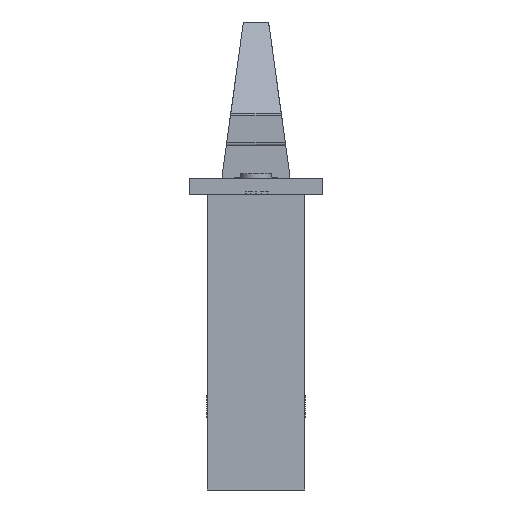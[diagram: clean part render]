
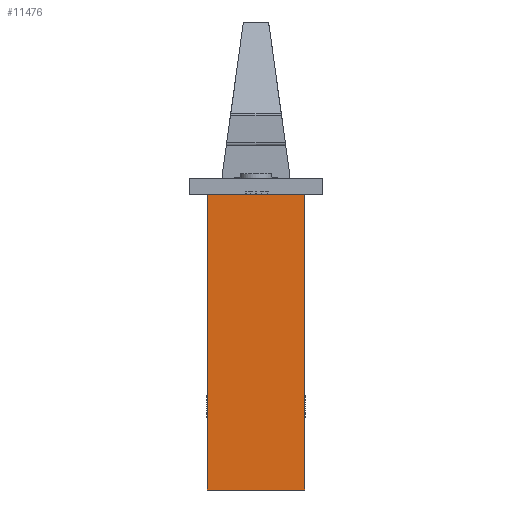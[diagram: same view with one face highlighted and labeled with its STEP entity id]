
A CAD part, front view. The second image highlights one B-rep face of the part: STEP entity #11476.
In plain terms, the highlighted planar face has unit normal (0, -1, 0).
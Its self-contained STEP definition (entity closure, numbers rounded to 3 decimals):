
#1111 = CARTESIAN_POINT ( 'NONE',  ( 8.75, 30., -53. ) ) ;
#1422 = VERTEX_POINT ( 'NONE', #12668 ) ;
#2152 = EDGE_CURVE ( 'NONE', #7426, #7124, #8167, .T. ) ;
#2166 = FACE_OUTER_BOUND ( 'NONE', #2735, .T. ) ;
#2432 = CARTESIAN_POINT ( 'NONE',  ( -8.75, 30., 0. ) ) ;
#2735 = EDGE_LOOP ( 'NONE', ( #5716, #6251, #5279, #2743 ) ) ;
#2743 = ORIENTED_EDGE ( 'NONE', *, *, #2152, .T. ) ;
#3717 = EDGE_CURVE ( 'NONE', #7426, #1422, #13222, .T. ) ;
#3761 = DIRECTION ( 'NONE',  ( -1., 0., 0. ) ) ;
#4358 = CARTESIAN_POINT ( 'NONE',  ( 8.75, 30., 0. ) ) ;
#5162 = CARTESIAN_POINT ( 'NONE',  ( 8.75, 30., -53. ) ) ;
#5279 = ORIENTED_EDGE ( 'NONE', *, *, #3717, .F. ) ;
#5303 = VECTOR ( 'NONE', #3761, 1000. ) ;
#5442 = VECTOR ( 'NONE', #13048, 1000. ) ;
#5716 = ORIENTED_EDGE ( 'NONE', *, *, #12539, .T. ) ;
#6202 = CARTESIAN_POINT ( 'NONE',  ( -8.75, 30., -53. ) ) ;
#6251 = ORIENTED_EDGE ( 'NONE', *, *, #11392, .F. ) ;
#7088 = DIRECTION ( 'NONE',  ( 0., 1., 0. ) ) ;
#7122 = DIRECTION ( 'NONE',  ( -1., 0., 0. ) ) ;
#7124 = VERTEX_POINT ( 'NONE', #4358 ) ;
#7314 = VECTOR ( 'NONE', #7122, 1000. ) ;
#7426 = VERTEX_POINT ( 'NONE', #1111 ) ;
#7818 = VERTEX_POINT ( 'NONE', #11707 ) ;
#7991 = PLANE ( 'NONE',  #9772 ) ;
#8082 = CARTESIAN_POINT ( 'NONE',  ( -8.75, 30., -53. ) ) ;
#8167 = LINE ( 'NONE', #5162, #11587 ) ;
#8268 = LINE ( 'NONE', #2432, #5303 ) ;
#9051 = DIRECTION ( 'NONE',  ( 0., 0., 1. ) ) ;
#9347 = DIRECTION ( 'NONE',  ( 0., 0., 1. ) ) ;
#9772 = AXIS2_PLACEMENT_3D ( 'NONE', #8082, #7088, #9051 ) ;
#9862 = LINE ( 'NONE', #11060, #5442 ) ;
#11060 = CARTESIAN_POINT ( 'NONE',  ( -8.75, 30., -53. ) ) ;
#11392 = EDGE_CURVE ( 'NONE', #1422, #7818, #9862, .T. ) ;
#11476 = ADVANCED_FACE ( 'NONE', ( #2166 ), #7991, .F. ) ;
#11587 = VECTOR ( 'NONE', #9347, 1000. ) ;
#11707 = CARTESIAN_POINT ( 'NONE',  ( -8.75, 30., 0. ) ) ;
#12539 = EDGE_CURVE ( 'NONE', #7124, #7818, #8268, .T. ) ;
#12668 = CARTESIAN_POINT ( 'NONE',  ( -8.75, 30., -53. ) ) ;
#13048 = DIRECTION ( 'NONE',  ( 0., 0., 1. ) ) ;
#13222 = LINE ( 'NONE', #6202, #7314 ) ;
